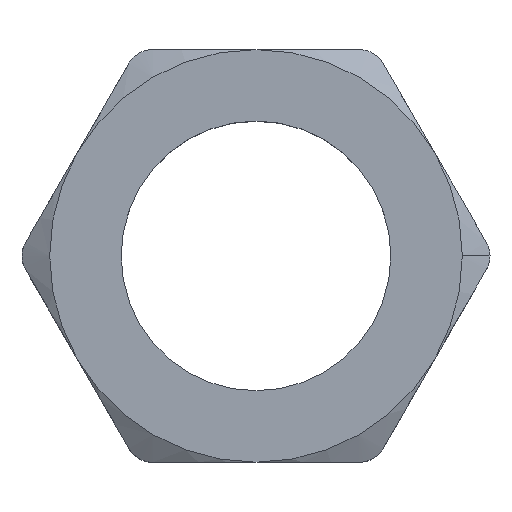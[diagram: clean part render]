
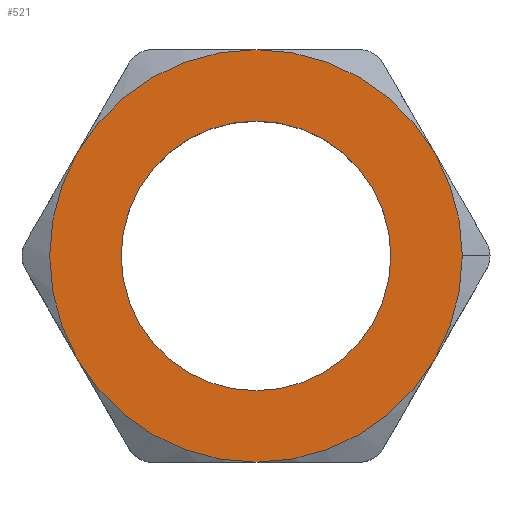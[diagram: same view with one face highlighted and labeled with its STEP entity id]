
A CAD part, top view. The second image highlights one B-rep face of the part: STEP entity #521.
In plain terms, the highlighted planar face has unit normal (0, 0, 1).
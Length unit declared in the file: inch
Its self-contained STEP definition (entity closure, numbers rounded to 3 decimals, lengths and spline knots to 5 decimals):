
#6 = VERTEX_POINT ( 'NONE', #806 ) ;
#13 = EDGE_CURVE ( 'NONE', #6, #17, #694, .T. ) ;
#17 = VERTEX_POINT ( 'NONE', #724 ) ;
#79 = EDGE_CURVE ( 'NONE', #292, #269, #853, .T. ) ;
#269 = VERTEX_POINT ( 'NONE', #1236 ) ;
#292 = VERTEX_POINT ( 'NONE', #1193 ) ;
#391 = VERTEX_POINT ( 'NONE', #1551 ) ;
#492 = ORIENTED_EDGE ( 'NONE', *, *, #79, .F. ) ;
#493 = ORIENTED_EDGE ( 'NONE', *, *, #494, .F. ) ;
#494 = EDGE_CURVE ( 'NONE', #269, #292, #1731, .T. ) ;
#495 = EDGE_LOOP ( 'NONE', ( #496, #498, #499, #501, #503, #545, #547 ) ) ;
#496 = ORIENTED_EDGE ( 'NONE', *, *, #497, .T. ) ;
#497 = EDGE_CURVE ( 'NONE', #596, #6, #1787, .T. ) ;
#498 = ORIENTED_EDGE ( 'NONE', *, *, #13, .T. ) ;
#499 = ORIENTED_EDGE ( 'NONE', *, *, #500, .T. ) ;
#500 = EDGE_CURVE ( 'NONE', #17, #610, #1782, .T. ) ;
#501 = ORIENTED_EDGE ( 'NONE', *, *, #502, .T. ) ;
#502 = EDGE_CURVE ( 'NONE', #610, #391, #1777, .T. ) ;
#503 = ORIENTED_EDGE ( 'NONE', *, *, #544, .T. ) ;
#521 = ADVANCED_FACE ( 'NONE', ( #1800, #1799 ), #1798, .T. ) ;
#522 = EDGE_LOOP ( 'NONE', ( #492, #493 ) ) ;
#544 = EDGE_CURVE ( 'NONE', #391, #585, #1817, .T. ) ;
#545 = ORIENTED_EDGE ( 'NONE', *, *, #546, .T. ) ;
#546 = EDGE_CURVE ( 'NONE', #585, #561, #1863, .T. ) ;
#547 = ORIENTED_EDGE ( 'NONE', *, *, #548, .T. ) ;
#548 = EDGE_CURVE ( 'NONE', #561, #596, #1858, .T. ) ;
#561 = VERTEX_POINT ( 'NONE', #1886 ) ;
#585 = VERTEX_POINT ( 'NONE', #1928 ) ;
#596 = VERTEX_POINT ( 'NONE', #1963 ) ;
#610 = VERTEX_POINT ( 'NONE', #1984 ) ;
#691 = DIRECTION ( 'NONE',  ( 1., 0., 0. ) ) ;
#692 = DIRECTION ( 'NONE',  ( 0., 0., 1. ) ) ;
#693 = AXIS2_PLACEMENT_3D ( 'NONE', #701, #692, #691 ) ;
#694 = CIRCLE ( 'NONE', #693, 0.375 ) ;
#701 = CARTESIAN_POINT ( 'NONE',  ( 0., 0., 0.2 ) ) ;
#724 = CARTESIAN_POINT ( 'NONE',  ( 0.32476, 0.1875, 0.2 ) ) ;
#806 = CARTESIAN_POINT ( 'NONE',  ( 0.375, 0., 0.2 ) ) ;
#853 = CIRCLE ( 'NONE', #882, 0.245 ) ;
#868 = DIRECTION ( 'NONE',  ( 1., 0., 0. ) ) ;
#869 = DIRECTION ( 'NONE',  ( 0., 0., 1. ) ) ;
#881 = CARTESIAN_POINT ( 'NONE',  ( 0., 0., 0.2 ) ) ;
#882 = AXIS2_PLACEMENT_3D ( 'NONE', #881, #869, #868 ) ;
#1193 = CARTESIAN_POINT ( 'NONE',  ( -0.245, 0., 0.2 ) ) ;
#1236 = CARTESIAN_POINT ( 'NONE',  ( 0.245, 0., 0.2 ) ) ;
#1551 = CARTESIAN_POINT ( 'NONE',  ( -0.32476, 0.1875, 0.2 ) ) ;
#1727 = DIRECTION ( 'NONE',  ( 1., 0., 0. ) ) ;
#1728 = DIRECTION ( 'NONE',  ( 0., 0., 1. ) ) ;
#1729 = CARTESIAN_POINT ( 'NONE',  ( 0., 0., 0.2 ) ) ;
#1730 = AXIS2_PLACEMENT_3D ( 'NONE', #1729, #1728, #1727 ) ;
#1731 = CIRCLE ( 'NONE', #1730, 0.245 ) ;
#1773 = DIRECTION ( 'NONE',  ( 1., 0., 0. ) ) ;
#1774 = DIRECTION ( 'NONE',  ( 0., 0., 1. ) ) ;
#1775 = CARTESIAN_POINT ( 'NONE',  ( 0., 0., 0.2 ) ) ;
#1776 = AXIS2_PLACEMENT_3D ( 'NONE', #1775, #1774, #1773 ) ;
#1777 = CIRCLE ( 'NONE', #1776, 0.375 ) ;
#1778 = DIRECTION ( 'NONE',  ( 1., 0., 0. ) ) ;
#1779 = DIRECTION ( 'NONE',  ( 0., 0., 1. ) ) ;
#1780 = CARTESIAN_POINT ( 'NONE',  ( 0., 0., 0.2 ) ) ;
#1781 = AXIS2_PLACEMENT_3D ( 'NONE', #1780, #1779, #1778 ) ;
#1782 = CIRCLE ( 'NONE', #1781, 0.375 ) ;
#1783 = DIRECTION ( 'NONE',  ( 1., 0., 0. ) ) ;
#1784 = DIRECTION ( 'NONE',  ( 0., 0., 1. ) ) ;
#1785 = CARTESIAN_POINT ( 'NONE',  ( 0., 0., 0.2 ) ) ;
#1786 = AXIS2_PLACEMENT_3D ( 'NONE', #1785, #1784, #1783 ) ;
#1787 = CIRCLE ( 'NONE', #1786, 0.375 ) ;
#1794 = DIRECTION ( 'NONE',  ( 1., 0., 0. ) ) ;
#1795 = DIRECTION ( 'NONE',  ( 0., 0., 1. ) ) ;
#1796 = CARTESIAN_POINT ( 'NONE',  ( -0.64952, -0.375, 0.2 ) ) ;
#1797 = AXIS2_PLACEMENT_3D ( 'NONE', #1796, #1795, #1794 ) ;
#1798 = PLANE ( 'NONE',  #1797 ) ;
#1799 = FACE_OUTER_BOUND ( 'NONE', #495, .T. ) ;
#1800 = FACE_BOUND ( 'NONE', #522, .T. ) ;
#1817 = CIRCLE ( 'NONE', #1867, 0.375 ) ;
#1854 = DIRECTION ( 'NONE',  ( 1., 0., 0. ) ) ;
#1855 = DIRECTION ( 'NONE',  ( 0., 0., 1. ) ) ;
#1856 = CARTESIAN_POINT ( 'NONE',  ( 0., 0., 0.2 ) ) ;
#1857 = AXIS2_PLACEMENT_3D ( 'NONE', #1856, #1855, #1854 ) ;
#1858 = CIRCLE ( 'NONE', #1857, 0.375 ) ;
#1859 = DIRECTION ( 'NONE',  ( 1., 0., 0. ) ) ;
#1860 = DIRECTION ( 'NONE',  ( 0., 0., 1. ) ) ;
#1861 = CARTESIAN_POINT ( 'NONE',  ( 0., 0., 0.2 ) ) ;
#1862 = AXIS2_PLACEMENT_3D ( 'NONE', #1861, #1860, #1859 ) ;
#1863 = CIRCLE ( 'NONE', #1862, 0.375 ) ;
#1864 = DIRECTION ( 'NONE',  ( 1., 0., 0. ) ) ;
#1865 = DIRECTION ( 'NONE',  ( 0., 0., 1. ) ) ;
#1866 = CARTESIAN_POINT ( 'NONE',  ( 0., 0., 0.2 ) ) ;
#1867 = AXIS2_PLACEMENT_3D ( 'NONE', #1866, #1865, #1864 ) ;
#1886 = CARTESIAN_POINT ( 'NONE',  ( 0., -0.375, 0.2 ) ) ;
#1928 = CARTESIAN_POINT ( 'NONE',  ( -0.32476, -0.1875, 0.2 ) ) ;
#1963 = CARTESIAN_POINT ( 'NONE',  ( 0.32476, -0.1875, 0.2 ) ) ;
#1984 = CARTESIAN_POINT ( 'NONE',  ( 0., 0.375, 0.2 ) ) ;
